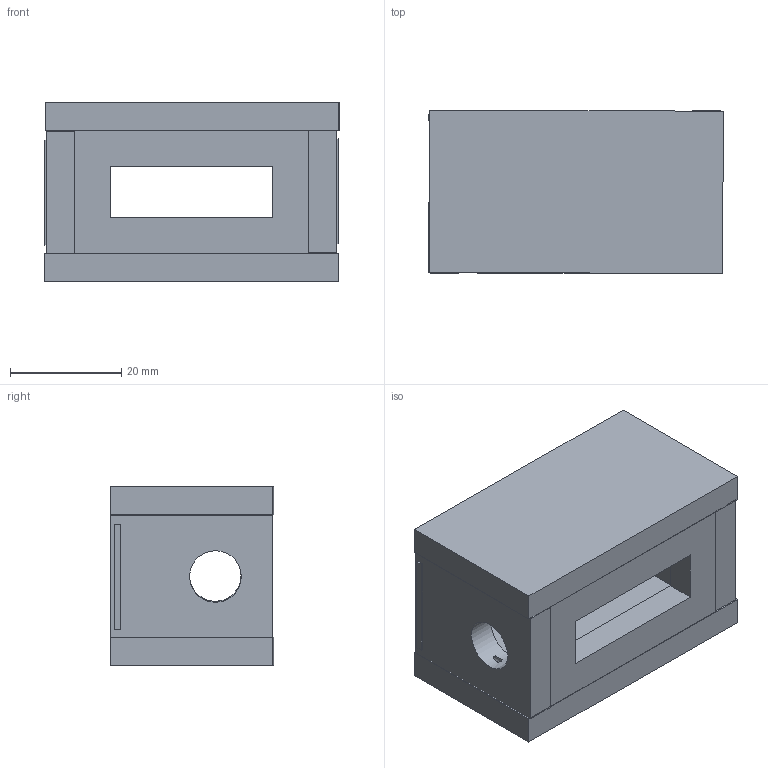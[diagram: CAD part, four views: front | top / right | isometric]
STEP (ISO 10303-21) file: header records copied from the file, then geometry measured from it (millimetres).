
FILE_DESCRIPTION(/* description */ ('STEP AP242','CAx-IF Rec.Pracs.---Representation and Presentation of Product Manufacturing Information (PMI)---4.0---2014-10-13','CAx-IF Rec.Pracs.---3D Tessellated Geometry---0.4---2014-09-14','2;1'),/* implementation_level */ '2;1');
FILE_NAME(/* name */ '681d58f48ea6d35a9ee3746e',/* time_stamp */ '2025-05-17 T01:23:00Z',/* author */ (''),/* organization */ (''),/* preprocessor_version */ 'ST-DEVELOPER v20',/* originating_system */ 'ONSHAPE BY PTC INC, 1.197',/* authorisation */ ' ');
FILE_SCHEMA (('AP242_MANAGED_MODEL_BASED_3D_ENGINEERING_MIM_LF { 1 0 10303 442 1 1 4 }'));
Length unit declared in the file: metre
Products named in the file (4): Assembly 1; Part 1; Part 3; Part 2
Assembly tree (5 placements, depth 2):
  Assembly 1
    Part 1  x2
    Part 3  x2
    Part 2
Bounding box: 53 x 29.45 x 32.15 mm (x, y, z)
Volume: 24733.1 mm3; surface area: 14211.6 mm2
Topology: 5 solids, 5 shells, 64 faces, 168 edges, 112 vertices
Faces by surface type: plane 54, cylinder 6, cone 4
Full cylindrical faces by diameter (mm): 1.499 x2, 1.5 x2, 9.271 x2
Entity records: 1173 total; most frequent: CARTESIAN_POINT 215, DIRECTION 170, ORIENTED_EDGE 164, EDGE_CURVE 82, LINE 72, VECTOR 72, VERTEX_POINT 58, FACE_BOUND 52
